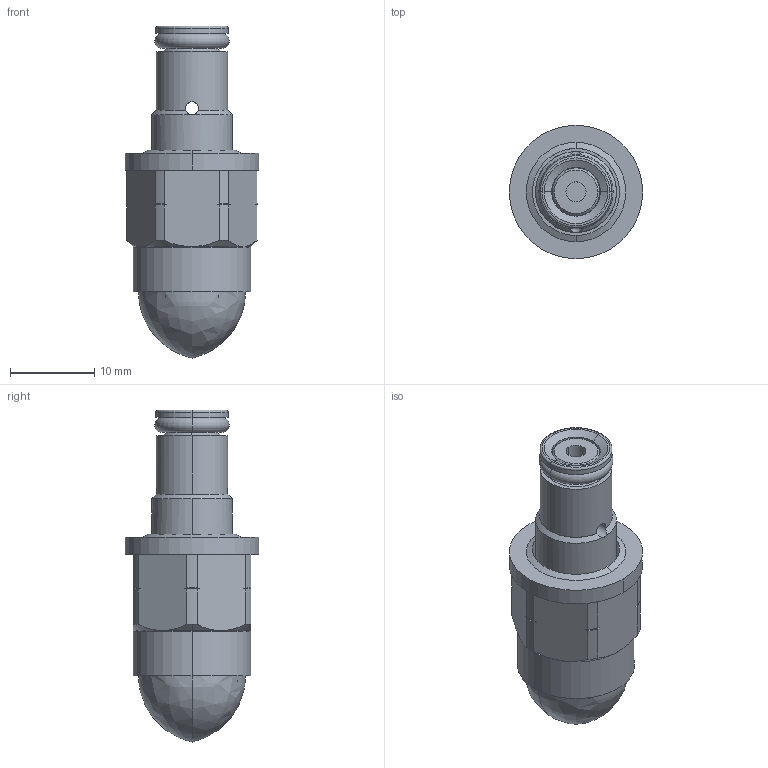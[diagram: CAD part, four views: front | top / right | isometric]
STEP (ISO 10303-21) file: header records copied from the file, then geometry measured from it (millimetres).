
FILE_DESCRIPTION((''),'2;1');
FILE_NAME('ILCM47020371','2011-08-01T',('KR'),(''),'PRO/ENGINEER BY PARAMETRIC TECHNOLOGY CORPORATION, 2007460','PRO/ENGINEER BY PARAMETRIC TECHNOLOGY CORPORATION, 2007460','');
FILE_SCHEMA(('AUTOMOTIVE_DESIGN_CC2 { 1 2 10303 214 -1 1 5 2 }'));
Length unit declared in the file: millimetre
Products named in the file (1): ILCM47020371
Bounding box: 15.88 x 15.88 x 39.52 mm (x, y, z)
Volume: 3549.3 mm3; surface area: 2955.2 mm2
Topology: 3 solids, 3 shells, 125 faces, 314 edges, 197 vertices
Faces by surface type: cylinder 44, plane 41, cone 28, torus 8, bspline 4
Entity records: 4648 total; most frequent: CARTESIAN_POINT 1136, DIRECTION 634, ORIENTED_EDGE 616, EDGE_CURVE 308, AXIS2_PLACEMENT_3D 255, VERTEX_POINT 197, EDGE_LOOP 139, CIRCLE 134
